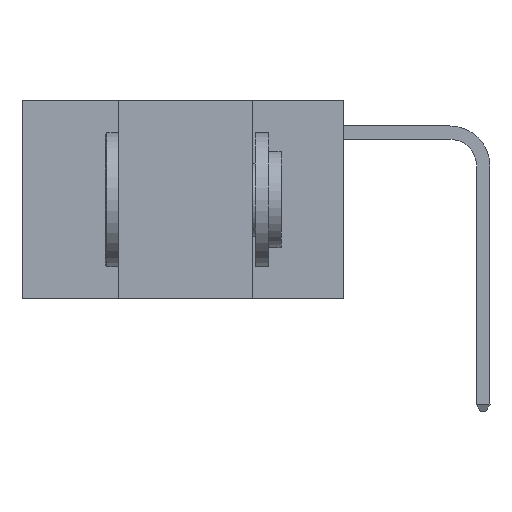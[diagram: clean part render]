
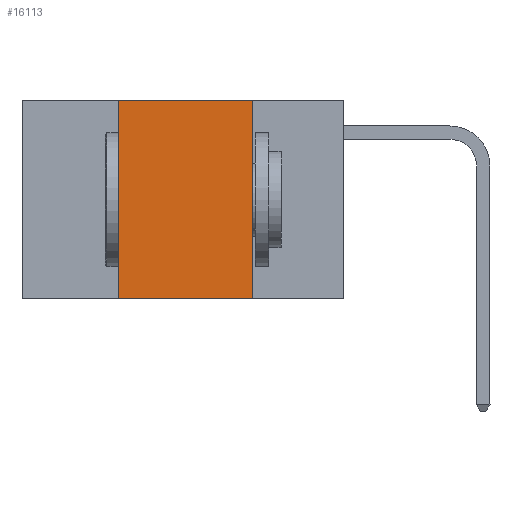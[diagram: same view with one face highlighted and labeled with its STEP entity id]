
A CAD part, left-side view. The second image highlights one B-rep face of the part: STEP entity #16113.
In plain terms, the highlighted planar face has unit normal (-1, 0, 0).
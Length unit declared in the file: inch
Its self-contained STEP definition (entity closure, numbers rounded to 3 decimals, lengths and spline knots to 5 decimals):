
#1119 = EDGE_CURVE ( 'NONE', #17210, #5694, #13409, .T. ) ;
#1259 = ORIENTED_EDGE ( 'NONE', *, *, #1119, .F. ) ;
#2065 = LINE ( 'NONE', #11852, #4146 ) ;
#2353 = DIRECTION ( 'NONE',  ( 0., 0., -1. ) ) ;
#2522 = CARTESIAN_POINT ( 'NONE',  ( 0., 0.17, 0. ) ) ;
#2826 = ORIENTED_EDGE ( 'NONE', *, *, #6900, .F. ) ;
#3188 = EDGE_CURVE ( 'NONE', #16190, #17210, #2065, .T. ) ;
#4146 = VECTOR ( 'NONE', #11961, 39.37008 ) ;
#5442 = PLANE ( 'NONE',  #6730 ) ;
#5694 = VERTEX_POINT ( 'NONE', #2522 ) ;
#5832 = VECTOR ( 'NONE', #13801, 39.37008 ) ;
#6530 = VECTOR ( 'NONE', #15112, 39.37008 ) ;
#6730 = AXIS2_PLACEMENT_3D ( 'NONE', #10436, #8722, #2353 ) ;
#6900 = EDGE_CURVE ( 'NONE', #5694, #14249, #8913, .T. ) ;
#7257 = CARTESIAN_POINT ( 'NONE',  ( 0., 0.17, -0.37 ) ) ;
#7871 = DIRECTION ( 'NONE',  ( 0., -1., 0. ) ) ;
#8722 = DIRECTION ( 'NONE',  ( 1., 0., 0. ) ) ;
#8913 = LINE ( 'NONE', #13704, #5832 ) ;
#9487 = CARTESIAN_POINT ( 'NONE',  ( 0., 0.42, -0.37 ) ) ;
#10436 = CARTESIAN_POINT ( 'NONE',  ( 0., 0.6, 0. ) ) ;
#11852 = CARTESIAN_POINT ( 'NONE',  ( 0., 0.42, 0. ) ) ;
#11961 = DIRECTION ( 'NONE',  ( 0., 0., 1. ) ) ;
#12000 = EDGE_LOOP ( 'NONE', ( #2826, #1259, #16311, #19230 ) ) ;
#12249 = LINE ( 'NONE', #14154, #17584 ) ;
#13409 = LINE ( 'NONE', #16910, #6530 ) ;
#13704 = CARTESIAN_POINT ( 'NONE',  ( 0., 0.17, 0. ) ) ;
#13801 = DIRECTION ( 'NONE',  ( 0., 0., -1. ) ) ;
#14154 = CARTESIAN_POINT ( 'NONE',  ( 0., 0.6, -0.37 ) ) ;
#14249 = VERTEX_POINT ( 'NONE', #7257 ) ;
#15112 = DIRECTION ( 'NONE',  ( 0., -1., 0. ) ) ;
#16113 = ADVANCED_FACE ( 'NONE', ( #16929 ), #5442, .F. ) ;
#16190 = VERTEX_POINT ( 'NONE', #9487 ) ;
#16311 = ORIENTED_EDGE ( 'NONE', *, *, #3188, .F. ) ;
#16910 = CARTESIAN_POINT ( 'NONE',  ( 0., 0.6, 0. ) ) ;
#16929 = FACE_OUTER_BOUND ( 'NONE', #12000, .T. ) ;
#17194 = CARTESIAN_POINT ( 'NONE',  ( 0., 0.42, 0. ) ) ;
#17210 = VERTEX_POINT ( 'NONE', #17194 ) ;
#17584 = VECTOR ( 'NONE', #7871, 39.37008 ) ;
#19230 = ORIENTED_EDGE ( 'NONE', *, *, #20345, .T. ) ;
#20345 = EDGE_CURVE ( 'NONE', #16190, #14249, #12249, .T. ) ;
